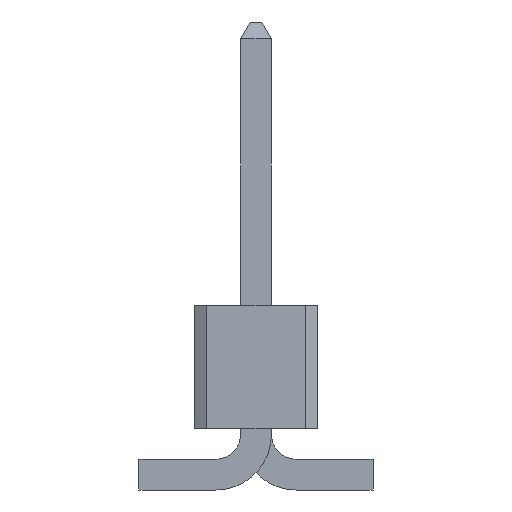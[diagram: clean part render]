
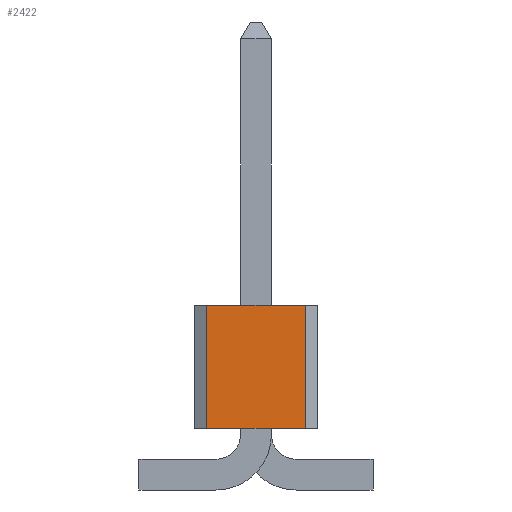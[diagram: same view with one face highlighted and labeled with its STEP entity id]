
A CAD part, left-side view. The second image highlights one B-rep face of the part: STEP entity #2422.
In plain terms, the highlighted planar face has unit normal (-1, 0, 0).
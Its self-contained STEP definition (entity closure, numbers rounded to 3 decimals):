
#281 = LINE ( 'NONE', #5900, #4290 ) ;
#621 = LINE ( 'NONE', #5682, #4411 ) ;
#713 = LINE ( 'NONE', #881, #4781 ) ;
#881 = CARTESIAN_POINT ( 'NONE',  ( -6.35, 1.02, 1.27 ) ) ;
#913 = DIRECTION ( 'NONE',  ( 0., 0., -1. ) ) ;
#1391 = VERTEX_POINT ( 'NONE', #2350 ) ;
#1488 = ORIENTED_EDGE ( 'NONE', *, *, #3932, .F. ) ;
#1734 = DIRECTION ( 'NONE',  ( 0., 0., -1. ) ) ;
#1952 = VERTEX_POINT ( 'NONE', #2699 ) ;
#2174 = CARTESIAN_POINT ( 'NONE',  ( -6.35, -1.02, 3.81 ) ) ;
#2302 = EDGE_CURVE ( 'NONE', #1391, #2852, #621, .T. ) ;
#2350 = CARTESIAN_POINT ( 'NONE',  ( -6.35, 1.02, 3.81 ) ) ;
#2422 = ADVANCED_FACE ( 'NONE', ( #2521 ), #3803, .F. ) ;
#2460 = CARTESIAN_POINT ( 'NONE',  ( -6.35, 1.02, 3.81 ) ) ;
#2521 = FACE_OUTER_BOUND ( 'NONE', #4463, .T. ) ;
#2631 = ORIENTED_EDGE ( 'NONE', *, *, #6075, .T. ) ;
#2699 = CARTESIAN_POINT ( 'NONE',  ( -6.35, -1.02, 1.27 ) ) ;
#2841 = VERTEX_POINT ( 'NONE', #2174 ) ;
#2845 = DIRECTION ( 'NONE',  ( 0., -1., 0. ) ) ;
#2852 = VERTEX_POINT ( 'NONE', #5031 ) ;
#2904 = AXIS2_PLACEMENT_3D ( 'NONE', #2460, #5748, #2919 ) ;
#2919 = DIRECTION ( 'NONE',  ( 0., 0., -1. ) ) ;
#3022 = EDGE_CURVE ( 'NONE', #1391, #2841, #5742, .T. ) ;
#3803 = PLANE ( 'NONE',  #2904 ) ;
#3932 = EDGE_CURVE ( 'NONE', #2841, #1952, #281, .T. ) ;
#3953 = ORIENTED_EDGE ( 'NONE', *, *, #3022, .F. ) ;
#4179 = DIRECTION ( 'NONE',  ( 0., -1., 0. ) ) ;
#4185 = VECTOR ( 'NONE', #2845, 1000. ) ;
#4290 = VECTOR ( 'NONE', #1734, 1000. ) ;
#4411 = VECTOR ( 'NONE', #913, 1000. ) ;
#4463 = EDGE_LOOP ( 'NONE', ( #2631, #1488, #3953, #5205 ) ) ;
#4781 = VECTOR ( 'NONE', #4179, 1000. ) ;
#5031 = CARTESIAN_POINT ( 'NONE',  ( -6.35, 1.02, 1.27 ) ) ;
#5205 = ORIENTED_EDGE ( 'NONE', *, *, #2302, .T. ) ;
#5232 = CARTESIAN_POINT ( 'NONE',  ( -6.35, 1.02, 3.81 ) ) ;
#5682 = CARTESIAN_POINT ( 'NONE',  ( -6.35, 1.02, 3.81 ) ) ;
#5742 = LINE ( 'NONE', #5232, #4185 ) ;
#5748 = DIRECTION ( 'NONE',  ( 1., 0., 0. ) ) ;
#5900 = CARTESIAN_POINT ( 'NONE',  ( -6.35, -1.02, 3.81 ) ) ;
#6075 = EDGE_CURVE ( 'NONE', #2852, #1952, #713, .T. ) ;
